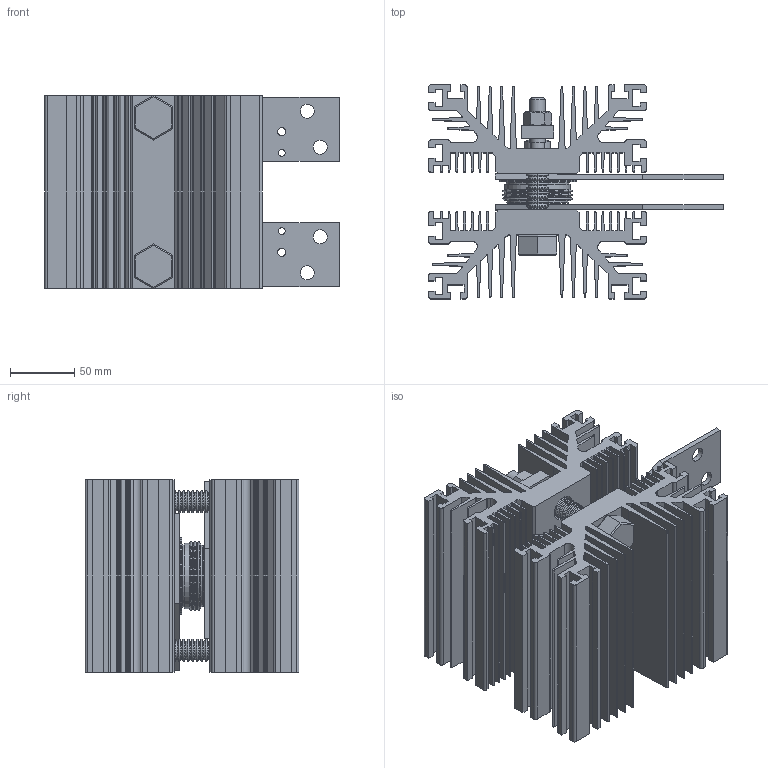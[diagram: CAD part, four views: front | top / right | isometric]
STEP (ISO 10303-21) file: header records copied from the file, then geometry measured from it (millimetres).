
FILE_DESCRIPTION (( 'STEP AP214' ), '1' );
FILE_NAME ('O243-PD42.STEP', '2021-04-19T12:05:57', ( '' ), ( '' ), 'SwSTEP 2.0', 'SolidWorks 2018', '' );
FILE_SCHEMA (( 'AUTOMOTIVE_DESIGN' ));
Length unit declared in the file: millimetre
Products named in the file (1): O243-PD42
Bounding box: 230 x 167 x 151 mm (x, y, z)
Volume: 1696802.1 mm3; surface area: 734455.6 mm2
Topology: 25 solids, 25 shells, 1285 faces, 3224 edges, 2002 vertices
Faces by surface type: plane 489, cylinder 396, torus 200, cone 198, sphere 2
Entity records: 53021 total; most frequent: DIRECTION 7130, CARTESIAN_POINT 6786, ORIENTED_EDGE 6428, EDGE_CURVE 3214, AXIS2_PLACEMENT_3D 2666, VERTEX_POINT 2002, LINE 1798, VECTOR 1798
